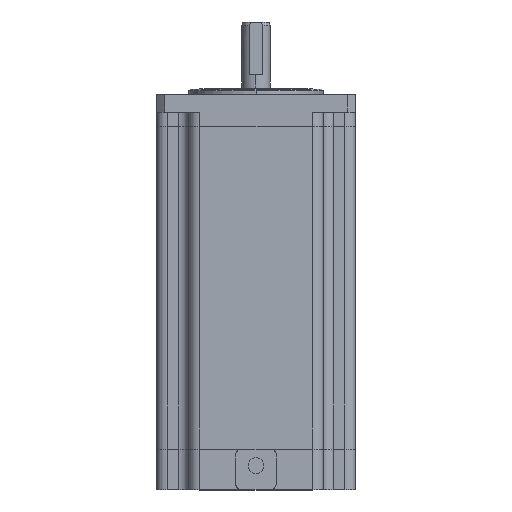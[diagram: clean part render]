
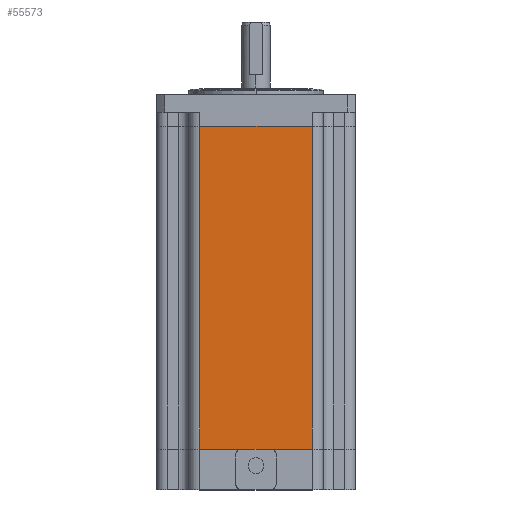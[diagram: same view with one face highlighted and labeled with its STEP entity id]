
A CAD part, top view. The second image highlights one B-rep face of the part: STEP entity #55573.
In plain terms, the highlighted planar face has unit normal (0, 0, 1).
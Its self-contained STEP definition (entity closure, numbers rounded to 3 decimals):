
#49489 = PLANE('',#49490);
#49490 = AXIS2_PLACEMENT_3D('',#49491,#49492,#49493);
#49491 = CARTESIAN_POINT('',(15.85,11.51,19.45));
#49492 = DIRECTION('',(0.,1.,0.));
#49493 = DIRECTION('',(0.,-0.,1.));
#49602 = PLANE('',#49603);
#49603 = AXIS2_PLACEMENT_3D('',#49604,#49605,#49606);
#49604 = CARTESIAN_POINT('',(15.85,102.99,19.45));
#49605 = DIRECTION('',(0.,1.,0.));
#49606 = DIRECTION('',(0.,-0.,1.));
#49682 = CYLINDRICAL_SURFACE('',#49683,3.);
#49683 = AXIS2_PLACEMENT_3D('',#49684,#49685,#49686);
#49684 = CARTESIAN_POINT('',(-0.15,9.68,44.65));
#49685 = DIRECTION('',(0.,1.,0.));
#49686 = DIRECTION('',(0.,-0.,1.));
#50046 = VERTEX_POINT('',#50047);
#50047 = CARTESIAN_POINT('',(-0.15,11.51,47.65));
#50069 = EDGE_CURVE('',#50070,#50046,#50072,.T.);
#50070 = VERTEX_POINT('',#50071);
#50071 = CARTESIAN_POINT('',(31.85,11.51,47.65));
#50072 = SURFACE_CURVE('',#50073,(#50077,#50084),.PCURVE_S1.);
#50073 = LINE('',#50074,#50075);
#50074 = CARTESIAN_POINT('',(31.85,11.51,47.65));
#50075 = VECTOR('',#50076,1.);
#50076 = DIRECTION('',(-1.,0.,0.));
#50077 = PCURVE('',#49489,#50078);
#50078 = DEFINITIONAL_REPRESENTATION('',(#50079),#50083);
#50079 = LINE('',#50080,#50081);
#50080 = CARTESIAN_POINT('',(28.2,16.));
#50081 = VECTOR('',#50082,1.);
#50082 = DIRECTION('',(0.,-1.));
#50083 = ( GEOMETRIC_REPRESENTATION_CONTEXT(2) 
PARAMETRIC_REPRESENTATION_CONTEXT() REPRESENTATION_CONTEXT('2D SPACE',''
  ) );
#50084 = PCURVE('',#50085,#50090);
#50085 = PLANE('',#50086);
#50086 = AXIS2_PLACEMENT_3D('',#50087,#50088,#50089);
#50087 = CARTESIAN_POINT('',(15.85,57.25,47.65));
#50088 = DIRECTION('',(0.,0.,1.));
#50089 = DIRECTION('',(-1.,0.,0.));
#50090 = DEFINITIONAL_REPRESENTATION('',(#50091),#50095);
#50091 = LINE('',#50092,#50093);
#50092 = CARTESIAN_POINT('',(-16.,45.74));
#50093 = VECTOR('',#50094,1.);
#50094 = DIRECTION('',(1.,0.));
#50095 = ( GEOMETRIC_REPRESENTATION_CONTEXT(2) 
PARAMETRIC_REPRESENTATION_CONTEXT() REPRESENTATION_CONTEXT('2D SPACE',''
  ) );
#50114 = CYLINDRICAL_SURFACE('',#50115,3.);
#50115 = AXIS2_PLACEMENT_3D('',#50116,#50117,#50118);
#50116 = CARTESIAN_POINT('',(31.85,9.68,44.65));
#50117 = DIRECTION('',(0.,1.,0.));
#50118 = DIRECTION('',(0.,-0.,1.));
#55050 = VERTEX_POINT('',#55051);
#55051 = CARTESIAN_POINT('',(31.85,102.99,47.65));
#55073 = EDGE_CURVE('',#55074,#55050,#55076,.T.);
#55074 = VERTEX_POINT('',#55075);
#55075 = CARTESIAN_POINT('',(-0.15,102.99,47.65));
#55076 = SURFACE_CURVE('',#55077,(#55081,#55088),.PCURVE_S1.);
#55077 = LINE('',#55078,#55079);
#55078 = CARTESIAN_POINT('',(-0.15,102.99,47.65));
#55079 = VECTOR('',#55080,1.);
#55080 = DIRECTION('',(1.,0.,0.));
#55081 = PCURVE('',#49602,#55082);
#55082 = DEFINITIONAL_REPRESENTATION('',(#55083),#55087);
#55083 = LINE('',#55084,#55085);
#55084 = CARTESIAN_POINT('',(28.2,-16.));
#55085 = VECTOR('',#55086,1.);
#55086 = DIRECTION('',(0.,1.));
#55087 = ( GEOMETRIC_REPRESENTATION_CONTEXT(2) 
PARAMETRIC_REPRESENTATION_CONTEXT() REPRESENTATION_CONTEXT('2D SPACE',''
  ) );
#55088 = PCURVE('',#50085,#55089);
#55089 = DEFINITIONAL_REPRESENTATION('',(#55090),#55094);
#55090 = LINE('',#55091,#55092);
#55091 = CARTESIAN_POINT('',(16.,-45.74));
#55092 = VECTOR('',#55093,1.);
#55093 = DIRECTION('',(-1.,0.));
#55094 = ( GEOMETRIC_REPRESENTATION_CONTEXT(2) 
PARAMETRIC_REPRESENTATION_CONTEXT() REPRESENTATION_CONTEXT('2D SPACE',''
  ) );
#55552 = EDGE_CURVE('',#50070,#55050,#55553,.T.);
#55553 = SURFACE_CURVE('',#55554,(#55558,#55565),.PCURVE_S1.);
#55554 = LINE('',#55555,#55556);
#55555 = CARTESIAN_POINT('',(31.85,11.51,47.65));
#55556 = VECTOR('',#55557,1.);
#55557 = DIRECTION('',(0.,1.,0.));
#55558 = PCURVE('',#50114,#55559);
#55559 = DEFINITIONAL_REPRESENTATION('',(#55560),#55564);
#55560 = LINE('',#55561,#55562);
#55561 = CARTESIAN_POINT('',(0.,1.83));
#55562 = VECTOR('',#55563,1.);
#55563 = DIRECTION('',(0.,1.));
#55564 = ( GEOMETRIC_REPRESENTATION_CONTEXT(2) 
PARAMETRIC_REPRESENTATION_CONTEXT() REPRESENTATION_CONTEXT('2D SPACE',''
  ) );
#55565 = PCURVE('',#50085,#55566);
#55566 = DEFINITIONAL_REPRESENTATION('',(#55567),#55571);
#55567 = LINE('',#55568,#55569);
#55568 = CARTESIAN_POINT('',(-16.,45.74));
#55569 = VECTOR('',#55570,1.);
#55570 = DIRECTION('',(0.,-1.));
#55571 = ( GEOMETRIC_REPRESENTATION_CONTEXT(2) 
PARAMETRIC_REPRESENTATION_CONTEXT() REPRESENTATION_CONTEXT('2D SPACE',''
  ) );
#55573 = ADVANCED_FACE('',(#55574),#50085,.T.);
#55574 = FACE_BOUND('',#55575,.F.);
#55575 = EDGE_LOOP('',(#55576,#55577,#55598,#55599));
#55576 = ORIENTED_EDGE('',*,*,#50069,.T.);
#55577 = ORIENTED_EDGE('',*,*,#55578,.F.);
#55578 = EDGE_CURVE('',#55074,#50046,#55579,.T.);
#55579 = SURFACE_CURVE('',#55580,(#55584,#55591),.PCURVE_S1.);
#55580 = LINE('',#55581,#55582);
#55581 = CARTESIAN_POINT('',(-0.15,102.99,47.65));
#55582 = VECTOR('',#55583,1.);
#55583 = DIRECTION('',(0.,-1.,0.));
#55584 = PCURVE('',#50085,#55585);
#55585 = DEFINITIONAL_REPRESENTATION('',(#55586),#55590);
#55586 = LINE('',#55587,#55588);
#55587 = CARTESIAN_POINT('',(16.,-45.74));
#55588 = VECTOR('',#55589,1.);
#55589 = DIRECTION('',(0.,1.));
#55590 = ( GEOMETRIC_REPRESENTATION_CONTEXT(2) 
PARAMETRIC_REPRESENTATION_CONTEXT() REPRESENTATION_CONTEXT('2D SPACE',''
  ) );
#55591 = PCURVE('',#49682,#55592);
#55592 = DEFINITIONAL_REPRESENTATION('',(#55593),#55597);
#55593 = LINE('',#55594,#55595);
#55594 = CARTESIAN_POINT('',(6.283,93.31));
#55595 = VECTOR('',#55596,1.);
#55596 = DIRECTION('',(0.,-1.));
#55597 = ( GEOMETRIC_REPRESENTATION_CONTEXT(2) 
PARAMETRIC_REPRESENTATION_CONTEXT() REPRESENTATION_CONTEXT('2D SPACE',''
  ) );
#55598 = ORIENTED_EDGE('',*,*,#55073,.T.);
#55599 = ORIENTED_EDGE('',*,*,#55552,.F.);
